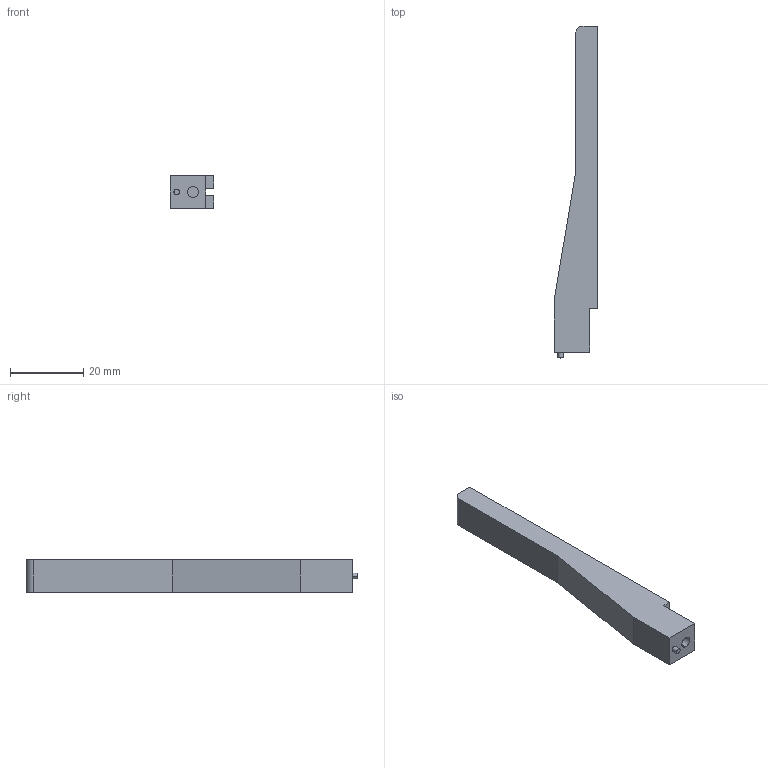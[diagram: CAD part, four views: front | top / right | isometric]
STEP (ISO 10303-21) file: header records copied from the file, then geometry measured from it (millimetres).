
FILE_DESCRIPTION (( 'STEP AP214' ), '1' );
FILE_NAME ('Íàïðàâëÿþùàÿ ïå÷àòíîé ïëàòû CGH-90.STEP', '2021-02-16T08:32:23', ( '' ), ( '' ), 'SwSTEP 2.0', 'SolidWorks 2018', '' );
FILE_SCHEMA (( 'AUTOMOTIVE_DESIGN' ));
Length unit declared in the file: millimetre
Products named in the file (1): Íàïðàâëÿþùàÿ ïå÷àòíîé ïëàòû CGH-90
Bounding box: 12 x 90.8 x 9 mm (x, y, z)
Volume: 5931.7 mm3; surface area: 3582.9 mm2
Topology: 1 solids, 1 shells, 23 faces, 57 edges, 38 vertices
Faces by surface type: plane 18, cylinder 5
Entity records: 715 total; most frequent: CARTESIAN_POINT 119, DIRECTION 115, ORIENTED_EDGE 114, EDGE_CURVE 57, LINE 47, VECTOR 47, VERTEX_POINT 38, AXIS2_PLACEMENT_3D 34
